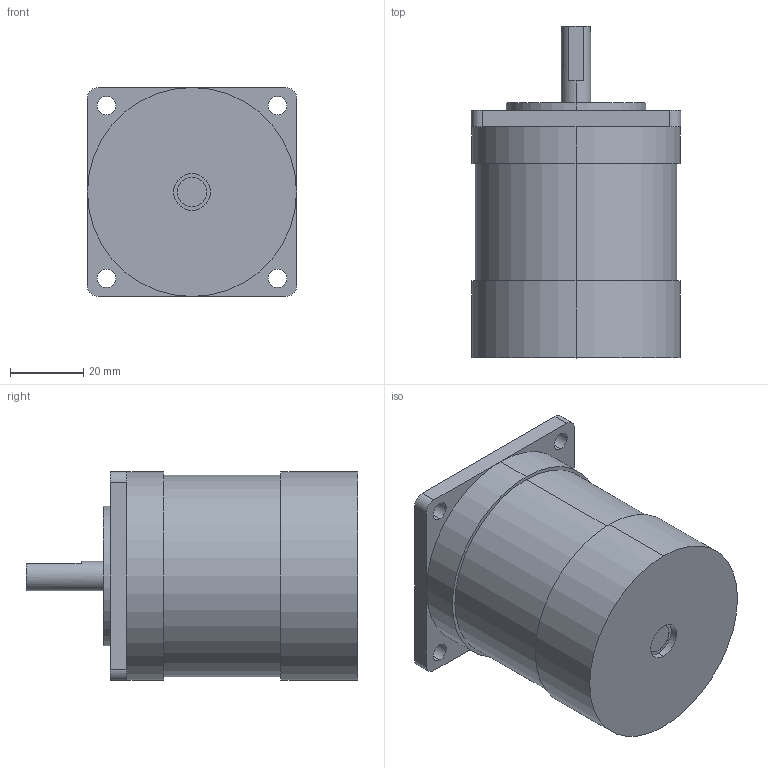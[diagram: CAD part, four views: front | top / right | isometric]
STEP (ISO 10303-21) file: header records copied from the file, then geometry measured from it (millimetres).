
FILE_DESCRIPTION (( 'STEP AP203' ), '1' );
FILE_NAME ('57BLY12530F.STEP', '2021-10-12T03:29:02', ( '' ), ( '' ), 'SwSTEP 2.0', 'SolidWorks 2018', '' );
FILE_SCHEMA (( 'CONFIG_CONTROL_DESIGN' ));
Length unit declared in the file: millimetre
Products named in the file (1): 57BLY12530F
Bounding box: 57.17 x 90.5 x 57 mm (x, y, z)
Volume: 172146.7 mm3; surface area: 20223.4 mm2
Topology: 1 solids, 1 shells, 45 faces, 104 edges, 68 vertices
Faces by surface type: cylinder 28, plane 17
Entity records: 1397 total; most frequent: DIRECTION 254, CARTESIAN_POINT 218, ORIENTED_EDGE 208, EDGE_CURVE 104, AXIS2_PLACEMENT_3D 104, VERTEX_POINT 68, EDGE_LOOP 60, CIRCLE 58
